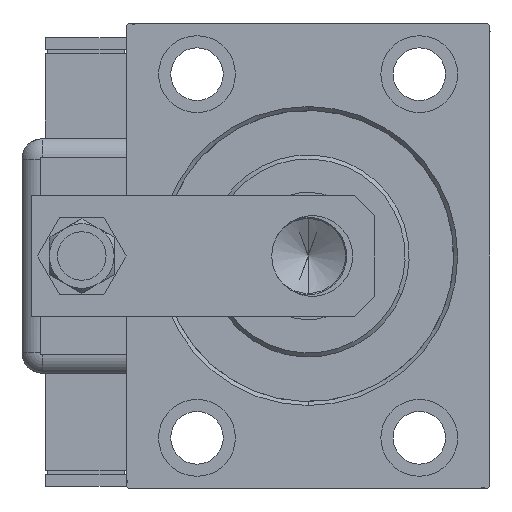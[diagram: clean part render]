
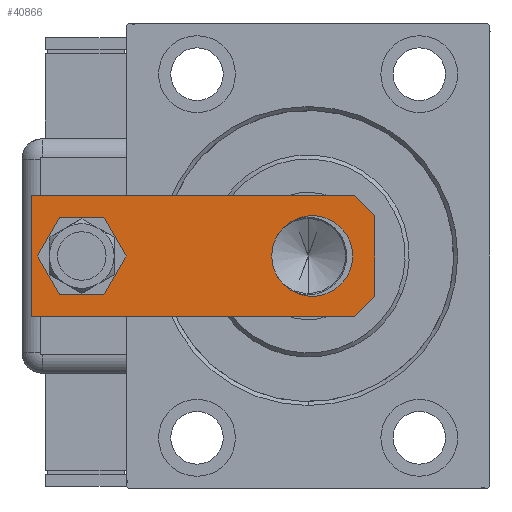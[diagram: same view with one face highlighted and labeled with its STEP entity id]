
A CAD part, left-side view. The second image highlights one B-rep face of the part: STEP entity #40866.
In plain terms, the highlighted face is planar.
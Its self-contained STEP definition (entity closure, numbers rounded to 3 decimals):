
#885 = VECTOR ( 'NONE', #21436, 1000. ) ;
#1275 = CARTESIAN_POINT ( 'NONE',  ( 15., 85., 0. ) ) ;
#1375 = CARTESIAN_POINT ( 'NONE',  ( 0., 72.5, 0. ) ) ;
#1948 = CIRCLE ( 'NONE', #40454, 7. ) ;
#2190 = FACE_BOUND ( 'NONE', #51471, .T. ) ;
#2749 = ORIENTED_EDGE ( 'NONE', *, *, #55951, .F. ) ;
#2798 = DIRECTION ( 'NONE',  ( 1., 0., 0. ) ) ;
#3332 = ORIENTED_EDGE ( 'NONE', *, *, #33903, .T. ) ;
#3607 = ORIENTED_EDGE ( 'NONE', *, *, #16335, .T. ) ;
#3667 = LINE ( 'NONE', #17219, #885 ) ;
#3720 = EDGE_CURVE ( 'NONE', #8938, #3907, #25769, .T. ) ;
#3876 = DIRECTION ( 'NONE',  ( 1., 0., 0. ) ) ;
#3907 = VERTEX_POINT ( 'NONE', #31663 ) ;
#4009 = DIRECTION ( 'NONE',  ( 0., 0., 1. ) ) ;
#6702 = DIRECTION ( 'NONE',  ( 0., 0., 1. ) ) ;
#6879 = VECTOR ( 'NONE', #37522, 1000. ) ;
#6962 = CARTESIAN_POINT ( 'NONE',  ( 0., 15.5, 0. ) ) ;
#7030 = CARTESIAN_POINT ( 'NONE',  ( 15., 5., 0. ) ) ;
#7089 = EDGE_CURVE ( 'NONE', #53618, #55550, #42835, .T. ) ;
#7597 = CARTESIAN_POINT ( 'NONE',  ( 0., 0., 0. ) ) ;
#7610 = DIRECTION ( 'NONE',  ( 1., 0., 0. ) ) ;
#8372 = DIRECTION ( 'NONE',  ( 0., 0., 1. ) ) ;
#8797 = DIRECTION ( 'NONE',  ( 0., -1., 0. ) ) ;
#8938 = VERTEX_POINT ( 'NONE', #45590 ) ;
#11097 = CARTESIAN_POINT ( 'NONE',  ( 7., 72.5, 0. ) ) ;
#12116 = FACE_BOUND ( 'NONE', #21835, .T. ) ;
#13016 = CIRCLE ( 'NONE', #52426, 10. ) ;
#13816 = VECTOR ( 'NONE', #2798, 1000. ) ;
#13906 = ORIENTED_EDGE ( 'NONE', *, *, #51493, .F. ) ;
#14984 = CARTESIAN_POINT ( 'NONE',  ( 15., 85., 0. ) ) ;
#15278 = ORIENTED_EDGE ( 'NONE', *, *, #30090, .T. ) ;
#15494 = CARTESIAN_POINT ( 'NONE',  ( 15., 0., 0. ) ) ;
#15710 = DIRECTION ( 'NONE',  ( -0.707, -0.707, 0. ) ) ;
#16170 = DIRECTION ( 'NONE',  ( -1., 0., 0. ) ) ;
#16335 = EDGE_CURVE ( 'NONE', #3907, #8938, #13016, .T. ) ;
#17219 = CARTESIAN_POINT ( 'NONE',  ( -10., 0., 0. ) ) ;
#19251 = ORIENTED_EDGE ( 'NONE', *, *, #3720, .T. ) ;
#19591 = CARTESIAN_POINT ( 'NONE',  ( -15., 85., 0. ) ) ;
#21436 = DIRECTION ( 'NONE',  ( -0.707, 0.707, 0. ) ) ;
#21835 = EDGE_LOOP ( 'NONE', ( #3607, #19251 ) ) ;
#22800 = ORIENTED_EDGE ( 'NONE', *, *, #26459, .F. ) ;
#23003 = VECTOR ( 'NONE', #15710, 1000. ) ;
#23389 = DIRECTION ( 'NONE',  ( 0., 0., 1. ) ) ;
#24354 = AXIS2_PLACEMENT_3D ( 'NONE', #7597, #6702, #48865 ) ;
#24517 = EDGE_LOOP ( 'NONE', ( #2749, #15278, #31640, #22800, #13906, #46054 ) ) ;
#24629 = LINE ( 'NONE', #14984, #45146 ) ;
#25705 = LINE ( 'NONE', #43467, #13816 ) ;
#25769 = CIRCLE ( 'NONE', #56480, 10. ) ;
#26459 = EDGE_CURVE ( 'NONE', #47087, #43118, #24629, .T. ) ;
#30090 = EDGE_CURVE ( 'NONE', #30993, #30714, #3667, .T. ) ;
#30510 = PLANE ( 'NONE',  #24354 ) ;
#30714 = VERTEX_POINT ( 'NONE', #48613 ) ;
#30993 = VERTEX_POINT ( 'NONE', #35358 ) ;
#31640 = ORIENTED_EDGE ( 'NONE', *, *, #48368, .F. ) ;
#31663 = CARTESIAN_POINT ( 'NONE',  ( -10., 15.5, 0. ) ) ;
#33903 = EDGE_CURVE ( 'NONE', #58361, #58652, #1948, .T. ) ;
#34382 = DIRECTION ( 'NONE',  ( 0., 0., 1. ) ) ;
#35313 = FACE_OUTER_BOUND ( 'NONE', #24517, .T. ) ;
#35358 = CARTESIAN_POINT ( 'NONE',  ( -10., 0., 0. ) ) ;
#35737 = CARTESIAN_POINT ( 'NONE',  ( 10., 0., 0. ) ) ;
#36959 = CIRCLE ( 'NONE', #41766, 7. ) ;
#37522 = DIRECTION ( 'NONE',  ( 0., 1., 0. ) ) ;
#40153 = CARTESIAN_POINT ( 'NONE',  ( 0., 72.5, 0. ) ) ;
#40160 = ORIENTED_EDGE ( 'NONE', *, *, #43338, .T. ) ;
#40454 = AXIS2_PLACEMENT_3D ( 'NONE', #40153, #4009, #7610 ) ;
#40866 = ADVANCED_FACE ( 'NONE', ( #35313, #2190, #12116 ), #30510, .F. ) ;
#41766 = AXIS2_PLACEMENT_3D ( 'NONE', #1375, #23389, #50794 ) ;
#42517 = CARTESIAN_POINT ( 'NONE',  ( -7., 72.5, 0. ) ) ;
#42835 = LINE ( 'NONE', #53055, #23003 ) ;
#43118 = VERTEX_POINT ( 'NONE', #19591 ) ;
#43338 = EDGE_CURVE ( 'NONE', #58652, #58361, #36959, .T. ) ;
#43467 = CARTESIAN_POINT ( 'NONE',  ( -15., 0., 0. ) ) ;
#44961 = LINE ( 'NONE', #54282, #47134 ) ;
#45146 = VECTOR ( 'NONE', #16170, 1000. ) ;
#45590 = CARTESIAN_POINT ( 'NONE',  ( 10., 15.5, 0. ) ) ;
#46054 = ORIENTED_EDGE ( 'NONE', *, *, #7089, .T. ) ;
#47087 = VERTEX_POINT ( 'NONE', #1275 ) ;
#47134 = VECTOR ( 'NONE', #8797, 1000. ) ;
#48368 = EDGE_CURVE ( 'NONE', #43118, #30714, #44961, .T. ) ;
#48613 = CARTESIAN_POINT ( 'NONE',  ( -15., 5., 0. ) ) ;
#48865 = DIRECTION ( 'NONE',  ( 1., 0., 0. ) ) ;
#49643 = CARTESIAN_POINT ( 'NONE',  ( 0., 15.5, 0. ) ) ;
#50794 = DIRECTION ( 'NONE',  ( 1., 0., 0. ) ) ;
#51471 = EDGE_LOOP ( 'NONE', ( #3332, #40160 ) ) ;
#51493 = EDGE_CURVE ( 'NONE', #53618, #47087, #56770, .T. ) ;
#52426 = AXIS2_PLACEMENT_3D ( 'NONE', #49643, #8372, #3876 ) ;
#53055 = CARTESIAN_POINT ( 'NONE',  ( 15., 5., 0. ) ) ;
#53618 = VERTEX_POINT ( 'NONE', #7030 ) ;
#54282 = CARTESIAN_POINT ( 'NONE',  ( -15., 85., 0. ) ) ;
#55550 = VERTEX_POINT ( 'NONE', #35737 ) ;
#55951 = EDGE_CURVE ( 'NONE', #30993, #55550, #25705, .T. ) ;
#56480 = AXIS2_PLACEMENT_3D ( 'NONE', #6962, #34382, #57870 ) ;
#56770 = LINE ( 'NONE', #15494, #6879 ) ;
#57870 = DIRECTION ( 'NONE',  ( 1., 0., 0. ) ) ;
#58361 = VERTEX_POINT ( 'NONE', #42517 ) ;
#58652 = VERTEX_POINT ( 'NONE', #11097 ) ;
